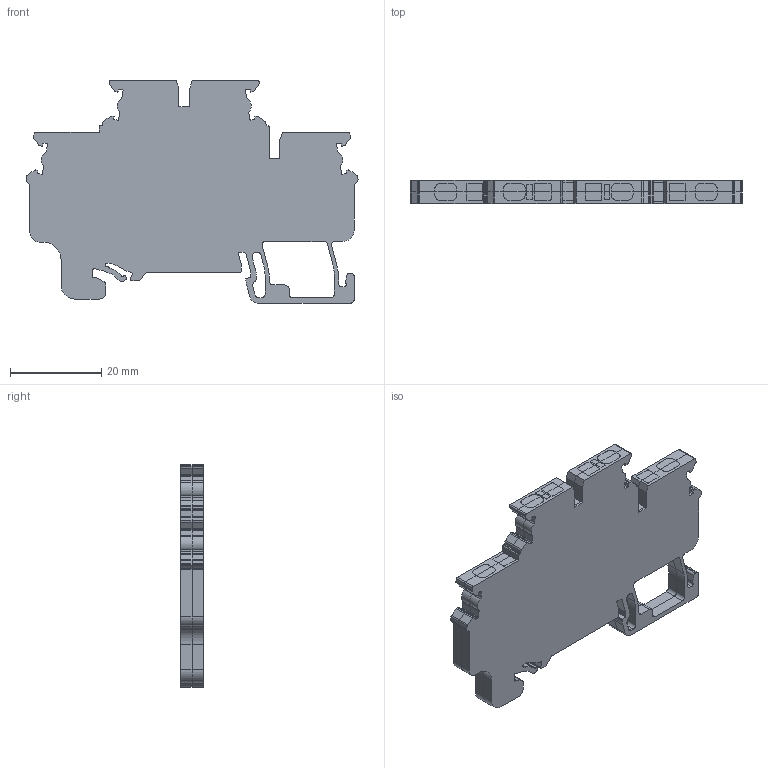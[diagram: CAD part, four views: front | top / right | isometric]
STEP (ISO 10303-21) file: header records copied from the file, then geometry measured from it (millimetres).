
FILE_DESCRIPTION (( 'STEP AP214' ), '1' );
FILE_NAME ('CXDL2.5PE.STEP', '2024-11-20T10:32:06', ( '' ), ( '' ), 'SwSTEP 2.0', 'SolidWorks 2022', '' );
FILE_SCHEMA (( 'AUTOMOTIVE_DESIGN' ));
Length unit declared in the file: millimetre
Products named in the file (1): CXDL2.5PE
Bounding box: 72.7 x 5 x 48.7 mm (x, y, z)
Volume: 11987.4 mm3; surface area: 11638.1 mm2
Topology: 2 solids, 2 shells, 648 faces, 1932 edges, 1288 vertices
Faces by surface type: plane 346, cylinder 302
Entity records: 22223 total; most frequent: CARTESIAN_POINT 3869, ORIENTED_EDGE 3864, DIRECTION 3834, EDGE_CURVE 1932, VECTOR 1328, LINE 1328, VERTEX_POINT 1288, AXIS2_PLACEMENT_3D 1253
